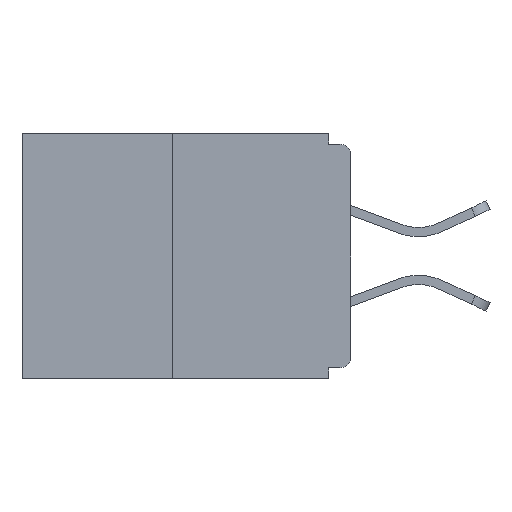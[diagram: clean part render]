
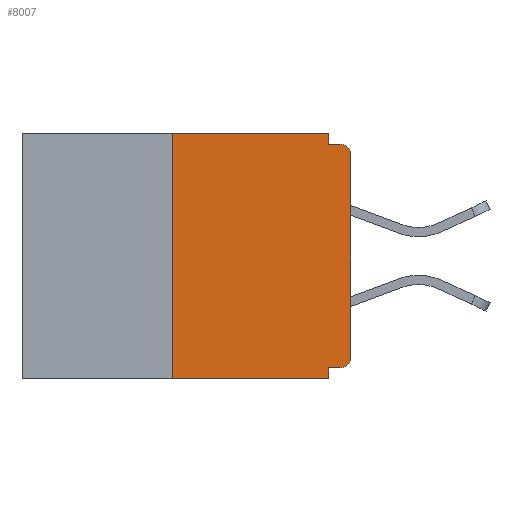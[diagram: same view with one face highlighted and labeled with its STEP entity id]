
A CAD part, left-side view. The second image highlights one B-rep face of the part: STEP entity #8007.
In plain terms, the highlighted planar face has unit normal (-1, 0, 0).
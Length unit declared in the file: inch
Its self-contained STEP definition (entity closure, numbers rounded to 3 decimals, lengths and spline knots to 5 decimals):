
#14 = DIRECTION ( 'NONE',  ( 0., 0., 1. ) ) ;
#63 = ORIENTED_EDGE ( 'NONE', *, *, #4765, .T. ) ;
#96 = EDGE_CURVE ( 'NONE', #3425, #5188, #4612, .T. ) ;
#187 = LINE ( 'NONE', #3731, #5857 ) ;
#270 = CARTESIAN_POINT ( 'NONE',  ( 0., 0., -0.015 ) ) ;
#559 = CARTESIAN_POINT ( 'NONE',  ( 0., 0.015, -0.03 ) ) ;
#567 = DIRECTION ( 'NONE',  ( 0., 1., 0. ) ) ;
#890 = VERTEX_POINT ( 'NONE', #8265 ) ;
#1018 = ORIENTED_EDGE ( 'NONE', *, *, #5289, .T. ) ;
#1143 = VECTOR ( 'NONE', #9085, 39.37008 ) ;
#1162 = CARTESIAN_POINT ( 'NONE',  ( 0., 0.031, -0.343 ) ) ;
#1347 = VECTOR ( 'NONE', #8539, 39.37008 ) ;
#1614 = DIRECTION ( 'NONE',  ( 0., 0., -1. ) ) ;
#1878 = VERTEX_POINT ( 'NONE', #3699 ) ;
#1896 = ORIENTED_EDGE ( 'NONE', *, *, #2111, .T. ) ;
#1988 = ORIENTED_EDGE ( 'NONE', *, *, #96, .T. ) ;
#2111 = EDGE_CURVE ( 'NONE', #10583, #3425, #9417, .T. ) ;
#2163 = CARTESIAN_POINT ( 'NONE',  ( 0., 0.031, 0. ) ) ;
#2204 = VECTOR ( 'NONE', #6903, 39.37008 ) ;
#2215 = EDGE_CURVE ( 'NONE', #1878, #6031, #4042, .T. ) ;
#2964 = DIRECTION ( 'NONE',  ( 0., 0., -1. ) ) ;
#2995 = VERTEX_POINT ( 'NONE', #1162 ) ;
#3061 = CARTESIAN_POINT ( 'NONE',  ( 0., 0.015, -0.328 ) ) ;
#3410 = CARTESIAN_POINT ( 'NONE',  ( 0., 0., 0. ) ) ;
#3425 = VERTEX_POINT ( 'NONE', #4262 ) ;
#3457 = LINE ( 'NONE', #270, #1143 ) ;
#3684 = VECTOR ( 'NONE', #567, 39.37008 ) ;
#3692 = DIRECTION ( 'NONE',  ( 0., 0., -1. ) ) ;
#3699 = CARTESIAN_POINT ( 'NONE',  ( 0., 0.031, 0. ) ) ;
#3731 = CARTESIAN_POINT ( 'NONE',  ( 0., 0.031, -0.343 ) ) ;
#3816 = ORIENTED_EDGE ( 'NONE', *, *, #10834, .F. ) ;
#3959 = EDGE_CURVE ( 'NONE', #890, #1878, #7809, .T. ) ;
#4042 = LINE ( 'NONE', #2163, #10229 ) ;
#4199 = CARTESIAN_POINT ( 'NONE',  ( 0., 0.015, -0.313 ) ) ;
#4262 = CARTESIAN_POINT ( 'NONE',  ( 0., 0., -0.313 ) ) ;
#4612 = LINE ( 'NONE', #3410, #2204 ) ;
#4621 = FACE_OUTER_BOUND ( 'NONE', #9498, .T. ) ;
#4691 = AXIS2_PLACEMENT_3D ( 'NONE', #559, #5832, #9298 ) ;
#4757 = ORIENTED_EDGE ( 'NONE', *, *, #8095, .F. ) ;
#4765 = EDGE_CURVE ( 'NONE', #9514, #2995, #8627, .T. ) ;
#4770 = VECTOR ( 'NONE', #14, 39.37008 ) ;
#4793 = ORIENTED_EDGE ( 'NONE', *, *, #3959, .F. ) ;
#4837 = AXIS2_PLACEMENT_3D ( 'NONE', #4199, #8464, #1614 ) ;
#4956 = ORIENTED_EDGE ( 'NONE', *, *, #8322, .F. ) ;
#5188 = VERTEX_POINT ( 'NONE', #10314 ) ;
#5289 = EDGE_CURVE ( 'NONE', #5188, #6802, #9938, .T. ) ;
#5801 = AXIS2_PLACEMENT_3D ( 'NONE', #8701, #9542, #8800 ) ;
#5832 = DIRECTION ( 'NONE',  ( -1., 0., 0. ) ) ;
#5857 = VECTOR ( 'NONE', #3692, 39.37008 ) ;
#6031 = VERTEX_POINT ( 'NONE', #9246 ) ;
#6481 = LINE ( 'NONE', #10724, #3684 ) ;
#6576 = ORIENTED_EDGE ( 'NONE', *, *, #9218, .F. ) ;
#6583 = CARTESIAN_POINT ( 'NONE',  ( 0., 0.46, 0. ) ) ;
#6736 = DIRECTION ( 'NONE',  ( 0., -1., 0. ) ) ;
#6802 = VERTEX_POINT ( 'NONE', #7118 ) ;
#6903 = DIRECTION ( 'NONE',  ( 0., 0., 1. ) ) ;
#7049 = LINE ( 'NONE', #7851, #4770 ) ;
#7060 = CARTESIAN_POINT ( 'NONE',  ( 0., 0.25, -0.343 ) ) ;
#7118 = CARTESIAN_POINT ( 'NONE',  ( 0., 0.015, -0.015 ) ) ;
#7426 = VECTOR ( 'NONE', #6736, 39.37008 ) ;
#7809 = LINE ( 'NONE', #6583, #7426 ) ;
#7851 = CARTESIAN_POINT ( 'NONE',  ( 0., 0.25, 0. ) ) ;
#8007 = ADVANCED_FACE ( 'NONE', ( #4621 ), #10409, .F. ) ;
#8095 = EDGE_CURVE ( 'NONE', #10850, #2995, #187, .T. ) ;
#8265 = CARTESIAN_POINT ( 'NONE',  ( 0., 0.25, 0. ) ) ;
#8322 = EDGE_CURVE ( 'NONE', #9514, #890, #7049, .T. ) ;
#8464 = DIRECTION ( 'NONE',  ( -1., 0., 0. ) ) ;
#8539 = DIRECTION ( 'NONE',  ( 0., -1., 0. ) ) ;
#8627 = LINE ( 'NONE', #11100, #1347 ) ;
#8701 = CARTESIAN_POINT ( 'NONE',  ( 0., 0.46, 0. ) ) ;
#8800 = DIRECTION ( 'NONE',  ( 0., 0., -1. ) ) ;
#9085 = DIRECTION ( 'NONE',  ( 0., -1., 0. ) ) ;
#9218 = EDGE_CURVE ( 'NONE', #10583, #10850, #6481, .T. ) ;
#9246 = CARTESIAN_POINT ( 'NONE',  ( 0., 0.031, -0.015 ) ) ;
#9298 = DIRECTION ( 'NONE',  ( 0., 0., -1. ) ) ;
#9417 = CIRCLE ( 'NONE', #4837, 0.015 ) ;
#9498 = EDGE_LOOP ( 'NONE', ( #4793, #4956, #63, #4757, #6576, #1896, #1988, #1018, #3816, #10506 ) ) ;
#9514 = VERTEX_POINT ( 'NONE', #7060 ) ;
#9542 = DIRECTION ( 'NONE',  ( 1., 0., 0. ) ) ;
#9938 = CIRCLE ( 'NONE', #4691, 0.015 ) ;
#10229 = VECTOR ( 'NONE', #2964, 39.37008 ) ;
#10314 = CARTESIAN_POINT ( 'NONE',  ( 0., 0., -0.03 ) ) ;
#10409 = PLANE ( 'NONE',  #5801 ) ;
#10506 = ORIENTED_EDGE ( 'NONE', *, *, #2215, .F. ) ;
#10583 = VERTEX_POINT ( 'NONE', #3061 ) ;
#10724 = CARTESIAN_POINT ( 'NONE',  ( 0., 0., -0.328 ) ) ;
#10778 = CARTESIAN_POINT ( 'NONE',  ( 0., 0.031, -0.328 ) ) ;
#10834 = EDGE_CURVE ( 'NONE', #6031, #6802, #3457, .T. ) ;
#10850 = VERTEX_POINT ( 'NONE', #10778 ) ;
#11100 = CARTESIAN_POINT ( 'NONE',  ( 0., 0.46, -0.343 ) ) ;
